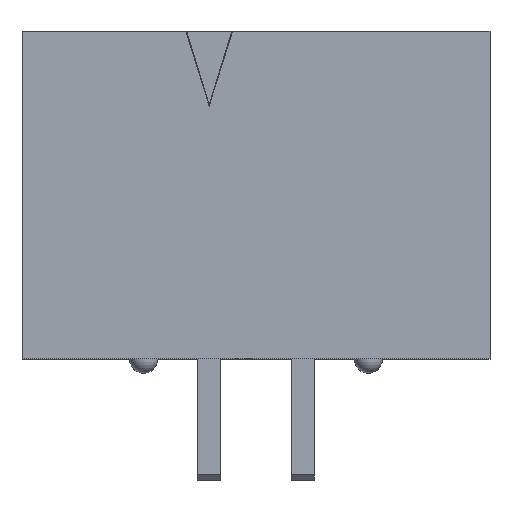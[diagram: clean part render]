
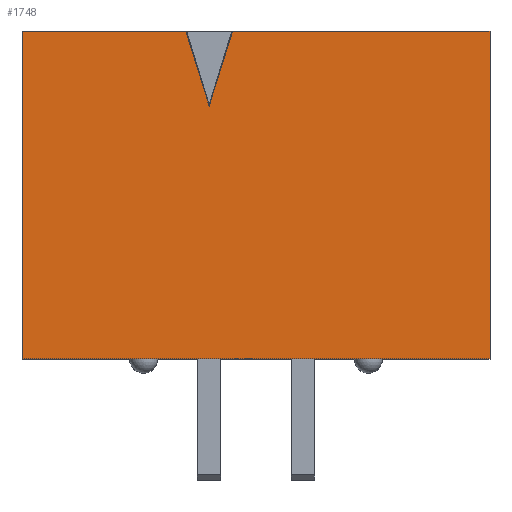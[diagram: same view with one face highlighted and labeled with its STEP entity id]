
A CAD part, top view. The second image highlights one B-rep face of the part: STEP entity #1748.
In plain terms, the highlighted planar face has unit normal (0, 0, 1).
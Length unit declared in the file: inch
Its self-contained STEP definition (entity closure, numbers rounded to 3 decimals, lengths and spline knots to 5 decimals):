
#110=ORIENTED_EDGE('',*,*,#604,.F.);
#111=ORIENTED_EDGE('',*,*,#605,.F.);
#112=ORIENTED_EDGE('',*,*,#548,.T.);
#113=ORIENTED_EDGE('',*,*,#606,.T.);
#114=ORIENTED_EDGE('',*,*,#585,.F.);
#115=ORIENTED_EDGE('',*,*,#607,.F.);
#116=ORIENTED_EDGE('',*,*,#552,.T.);
#548=EDGE_CURVE('',#799,#800,#965,.T.);
#552=EDGE_CURVE('',#804,#803,#969,.T.);
#585=EDGE_CURVE('',#836,#837,#998,.T.);
#604=EDGE_CURVE('',#847,#803,#1017,.T.);
#605=EDGE_CURVE('',#799,#847,#1018,.T.);
#606=EDGE_CURVE('',#800,#837,#1019,.T.);
#607=EDGE_CURVE('',#804,#836,#1020,.T.);
#799=VERTEX_POINT('',#2419);
#800=VERTEX_POINT('',#2420);
#803=VERTEX_POINT('',#2426);
#804=VERTEX_POINT('',#2428);
#836=VERTEX_POINT('',#2493);
#837=VERTEX_POINT('',#2495);
#847=VERTEX_POINT('',#2530);
#965=LINE('',#2418,#1212);
#969=LINE('',#2427,#1216);
#998=LINE('',#2494,#1245);
#1017=LINE('',#2529,#1264);
#1018=LINE('',#2531,#1265);
#1019=LINE('',#2532,#1266);
#1020=LINE('',#2533,#1267);
#1212=VECTOR('',#1973,39.37008);
#1216=VECTOR('',#1977,39.37008);
#1245=VECTOR('',#2016,39.37008);
#1264=VECTOR('',#2047,39.37008);
#1265=VECTOR('',#2048,39.37008);
#1266=VECTOR('',#2049,39.37008);
#1267=VECTOR('',#2050,39.37008);
#1471=EDGE_LOOP('',(#110,#111,#112,#113,#114,#115,#116));
#1568=FACE_BOUND('',#1471,.T.);
#1660=PLANE('',#1881);
#1748=ADVANCED_FACE('',(#1568),#1660,.F.);
#1881=AXIS2_PLACEMENT_3D('',#2528,#2045,#2046);
#1973=DIRECTION('',(-1.,0.,0.));
#1977=DIRECTION('',(-1.,0.,0.));
#2016=DIRECTION('',(-1.,0.,0.));
#2045=DIRECTION('',(0.,0.,-1.));
#2046=DIRECTION('',(-1.,0.,0.));
#2047=DIRECTION('',(0.298,0.954,0.));
#2048=DIRECTION('',(0.298,-0.954,0.));
#2049=DIRECTION('',(0.,-1.,0.));
#2050=DIRECTION('',(0.,-1.,0.));
#2418=CARTESIAN_POINT('',(0.25,0.35,0.175));
#2419=CARTESIAN_POINT('',(-0.075,0.35,0.175));
#2420=CARTESIAN_POINT('',(-0.25,0.35,0.175));
#2426=CARTESIAN_POINT('',(-0.025,0.35,0.175));
#2427=CARTESIAN_POINT('',(0.25,0.35,0.175));
#2428=CARTESIAN_POINT('',(0.25,0.35,0.175));
#2493=CARTESIAN_POINT('',(0.25,0.,0.175));
#2494=CARTESIAN_POINT('',(0.25,0.,0.175));
#2495=CARTESIAN_POINT('',(-0.25,0.,0.175));
#2528=CARTESIAN_POINT('',(0.25,0.35,0.175));
#2529=CARTESIAN_POINT('',(-0.05,0.27,0.175));
#2530=CARTESIAN_POINT('',(-0.05,0.27,0.175));
#2531=CARTESIAN_POINT('',(-0.075,0.35,0.175));
#2532=CARTESIAN_POINT('',(-0.25,0.35,0.175));
#2533=CARTESIAN_POINT('',(0.25,0.35,0.175));
